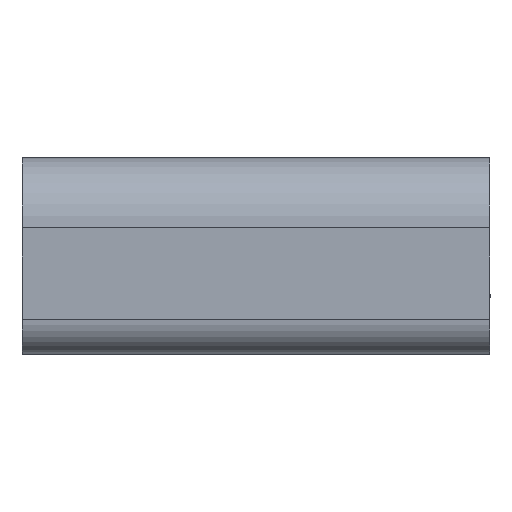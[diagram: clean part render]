
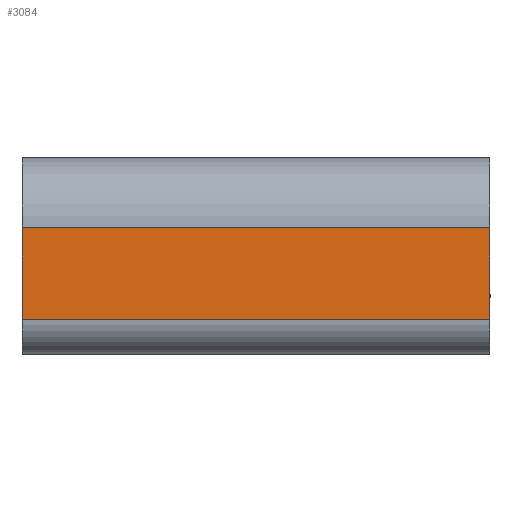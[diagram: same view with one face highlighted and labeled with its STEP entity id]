
A CAD part, left-side view. The second image highlights one B-rep face of the part: STEP entity #3084.
In plain terms, the highlighted planar face has unit normal (-1, 0, 0).
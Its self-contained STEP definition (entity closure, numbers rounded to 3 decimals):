
#66 = EDGE_CURVE ( 'NONE', #1826, #457, #2497, .T. ) ;
#152 = CARTESIAN_POINT ( 'NONE',  ( -15., -10., 1.2 ) ) ;
#164 = ORIENTED_EDGE ( 'NONE', *, *, #66, .F. ) ;
#166 = DIRECTION ( 'NONE',  ( 0., 0., -1. ) ) ;
#379 = VECTOR ( 'NONE', #693, 1000. ) ;
#383 = AXIS2_PLACEMENT_3D ( 'NONE', #2751, #2526, #3058 ) ;
#457 = VERTEX_POINT ( 'NONE', #2353 ) ;
#557 = VERTEX_POINT ( 'NONE', #2678 ) ;
#571 = VECTOR ( 'NONE', #1714, 1000. ) ;
#618 = ORIENTED_EDGE ( 'NONE', *, *, #2989, .F. ) ;
#693 = DIRECTION ( 'NONE',  ( 0., 0., -1. ) ) ;
#721 = CARTESIAN_POINT ( 'NONE',  ( -15., 10., 1.2 ) ) ;
#1011 = CARTESIAN_POINT ( 'NONE',  ( -15., 10., -2.7 ) ) ;
#1015 = LINE ( 'NONE', #3013, #571 ) ;
#1581 = EDGE_LOOP ( 'NONE', ( #2828, #618, #164, #2378 ) ) ;
#1714 = DIRECTION ( 'NONE',  ( 0., 1., 0. ) ) ;
#1826 = VERTEX_POINT ( 'NONE', #152 ) ;
#1875 = CARTESIAN_POINT ( 'NONE',  ( -15., -10., 1.067 ) ) ;
#2257 = VECTOR ( 'NONE', #2520, 1000. ) ;
#2346 = EDGE_CURVE ( 'NONE', #557, #3132, #2467, .T. ) ;
#2353 = CARTESIAN_POINT ( 'NONE',  ( -15., -10., -2.7 ) ) ;
#2378 = ORIENTED_EDGE ( 'NONE', *, *, #2528, .T. ) ;
#2398 = FACE_OUTER_BOUND ( 'NONE', #1581, .T. ) ;
#2440 = CARTESIAN_POINT ( 'NONE',  ( -15., 10., 1.067 ) ) ;
#2467 = LINE ( 'NONE', #2440, #3003 ) ;
#2497 = LINE ( 'NONE', #1875, #379 ) ;
#2520 = DIRECTION ( 'NONE',  ( 0., 1., 0. ) ) ;
#2526 = DIRECTION ( 'NONE',  ( -1., 0., 0. ) ) ;
#2528 = EDGE_CURVE ( 'NONE', #1826, #557, #2587, .T. ) ;
#2587 = LINE ( 'NONE', #721, #2257 ) ;
#2678 = CARTESIAN_POINT ( 'NONE',  ( -15., 10., 1.2 ) ) ;
#2751 = CARTESIAN_POINT ( 'NONE',  ( -15., 10., -0.75 ) ) ;
#2828 = ORIENTED_EDGE ( 'NONE', *, *, #2346, .T. ) ;
#2989 = EDGE_CURVE ( 'NONE', #457, #3132, #1015, .T. ) ;
#3003 = VECTOR ( 'NONE', #166, 1000. ) ;
#3013 = CARTESIAN_POINT ( 'NONE',  ( -15., 10., -2.7 ) ) ;
#3036 = PLANE ( 'NONE',  #383 ) ;
#3058 = DIRECTION ( 'NONE',  ( 0., 0., 1. ) ) ;
#3084 = ADVANCED_FACE ( 'NONE', ( #2398 ), #3036, .T. ) ;
#3132 = VERTEX_POINT ( 'NONE', #1011 ) ;
